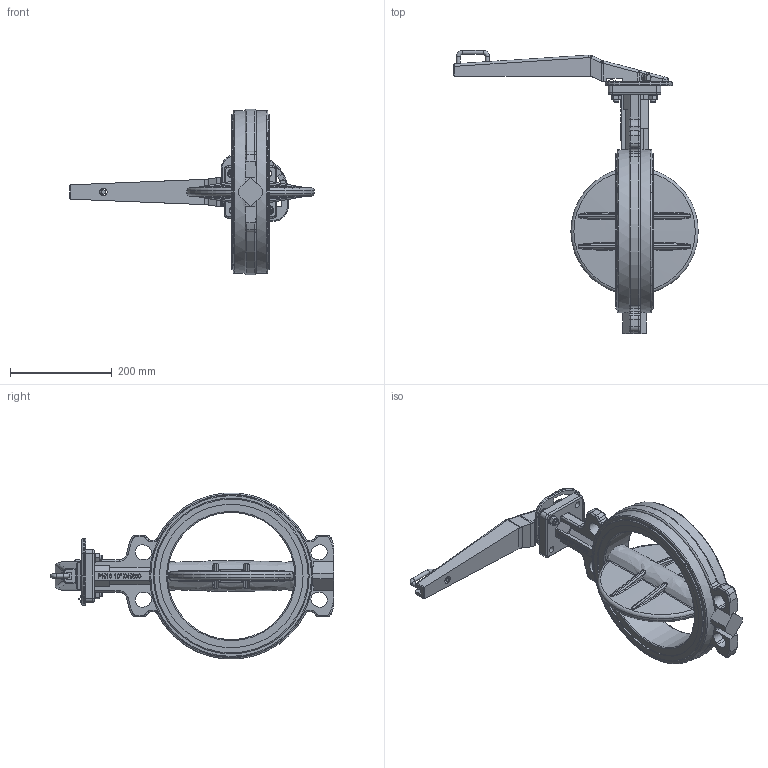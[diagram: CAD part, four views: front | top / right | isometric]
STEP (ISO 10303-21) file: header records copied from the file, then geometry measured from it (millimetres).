
FILE_DESCRIPTION((''),'2;1');
FILE_NAME('WA105340E250.stp','2012-05-11T02:44:39',('RL'),(''),'Autodesk Inventor 2012','Autodesk Inventor 2012','');
FILE_SCHEMA(('AUTOMOTIVE_DESIGN { 1 0 10303 214 1 1 1 1 }'));
Length unit declared in the file: millimetre
Products named in the file (1): WA105340E250
Bounding box: 480 x 556 x 325.82 mm (x, y, z)
Volume: 4686512.6 mm3; surface area: 637490.4 mm2
Topology: 13 solids, 13 shells, 990 faces, 2520 edges, 1565 vertices
Faces by surface type: plane 397, bspline 242, cylinder 216, torus 95, cone 40
Full cylindrical faces by diameter (mm): 6.647 x2, 7.323 x1, 8 x5, 8.376 x2, 10 x2, 11 x2, 11.4 x1, 12 x4, 14.63 x2, 15 x1, 48 x1, 52.5 x1, 55 x2, 250 x1, 282 x2, 306 x2, 320 x2
Entity records: 34917 total; most frequent: CARTESIAN_POINT 12526, ORIENTED_EDGE 4808, DIRECTION 4197, EDGE_CURVE 2404, AXIS2_PLACEMENT_3D 1543, VERTEX_POINT 1538, EDGE_LOOP 1158, VECTOR 1111
